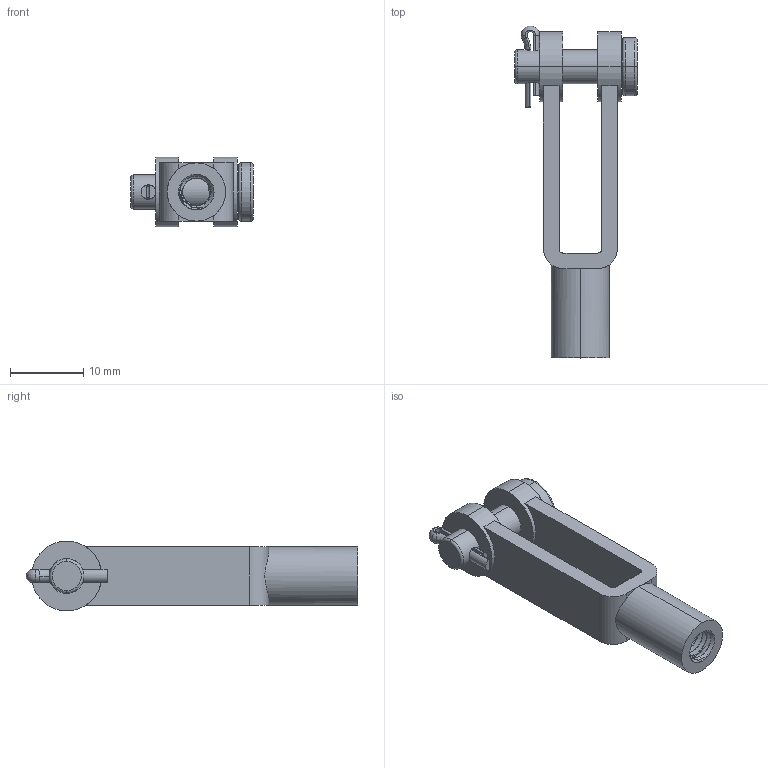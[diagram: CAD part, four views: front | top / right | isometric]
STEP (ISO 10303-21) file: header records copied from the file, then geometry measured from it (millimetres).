
FILE_DESCRIPTION (( 'STEP AP203' ), '1' );
FILE_NAME ('6071K11_Clevis Rod End.STEP', '2021-07-11T08:49:56', ( 'Administrator' ), ( 'Managed by Terraform' ), 'SwSTEP 2.0', 'SolidWorks 2017', '' );
FILE_SCHEMA (( 'CONFIG_CONTROL_DESIGN' ));
Length unit declared in the file: inch
Products named in the file (1): 6071K11_Clevis Rod End
Bounding box: 16.67 x 45.23 x 9.53 mm (x, y, z)
Volume: 1946.2 mm3; surface area: 2576.3 mm2
Topology: 3 solids, 3 shells, 113 faces, 288 edges, 183 vertices
Faces by surface type: cylinder 66, plane 24, torus 14, cone 6, bspline 3
Entity records: 6440 total; most frequent: CARTESIAN_POINT 3815, ORIENTED_EDGE 576, DIRECTION 506, EDGE_CURVE 288, AXIS2_PLACEMENT_3D 203, VERTEX_POINT 183, EDGE_LOOP 123, FACE_OUTER_BOUND 113
